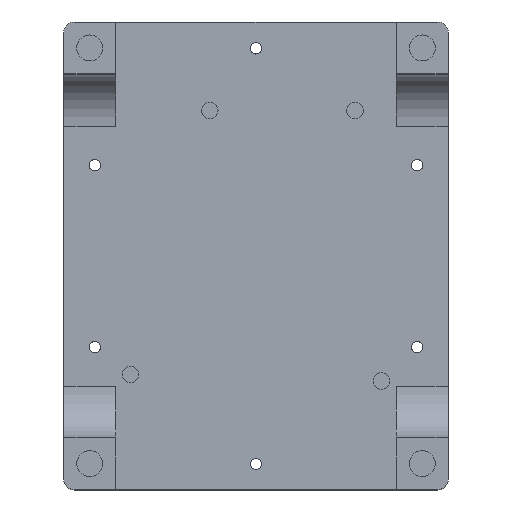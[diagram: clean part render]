
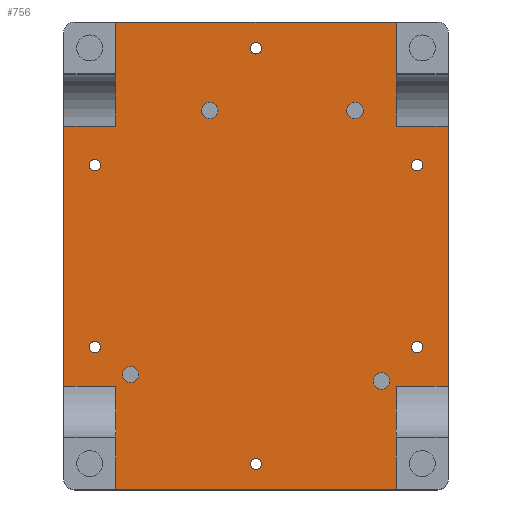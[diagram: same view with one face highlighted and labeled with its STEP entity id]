
A CAD part, top view. The second image highlights one B-rep face of the part: STEP entity #756.
In plain terms, the highlighted planar face has unit normal (0, 0, 1).
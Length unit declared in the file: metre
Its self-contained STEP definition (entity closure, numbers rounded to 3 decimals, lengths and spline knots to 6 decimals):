
#34=LINE('',#1155,#90);
#35=LINE('',#1158,#91);
#36=LINE('',#1160,#92);
#37=LINE('',#1162,#93);
#38=LINE('',#1164,#94);
#39=LINE('',#1166,#95);
#40=LINE('',#1168,#96);
#41=LINE('',#1170,#97);
#42=LINE('',#1172,#98);
#43=LINE('',#1174,#99);
#44=LINE('',#1176,#100);
#45=LINE('',#1178,#101);
#90=VECTOR('',#915,1.);
#91=VECTOR('',#916,1.);
#92=VECTOR('',#917,1.);
#93=VECTOR('',#918,1.);
#94=VECTOR('',#919,1.);
#95=VECTOR('',#920,1.);
#96=VECTOR('',#921,1.);
#97=VECTOR('',#922,1.);
#98=VECTOR('',#923,1.);
#99=VECTOR('',#924,1.);
#100=VECTOR('',#925,1.);
#101=VECTOR('',#926,1.);
#146=ORIENTED_EDGE('',*,*,#346,.T.);
#147=ORIENTED_EDGE('',*,*,#347,.T.);
#148=ORIENTED_EDGE('',*,*,#348,.T.);
#149=ORIENTED_EDGE('',*,*,#349,.T.);
#150=ORIENTED_EDGE('',*,*,#350,.T.);
#151=ORIENTED_EDGE('',*,*,#351,.F.);
#152=ORIENTED_EDGE('',*,*,#352,.T.);
#153=ORIENTED_EDGE('',*,*,#353,.T.);
#154=ORIENTED_EDGE('',*,*,#354,.T.);
#155=ORIENTED_EDGE('',*,*,#355,.F.);
#156=ORIENTED_EDGE('',*,*,#356,.T.);
#157=ORIENTED_EDGE('',*,*,#357,.F.);
#158=ORIENTED_EDGE('',*,*,#358,.F.);
#159=ORIENTED_EDGE('',*,*,#359,.F.);
#160=ORIENTED_EDGE('',*,*,#360,.F.);
#161=ORIENTED_EDGE('',*,*,#361,.F.);
#162=ORIENTED_EDGE('',*,*,#362,.F.);
#163=ORIENTED_EDGE('',*,*,#363,.F.);
#164=ORIENTED_EDGE('',*,*,#364,.F.);
#165=ORIENTED_EDGE('',*,*,#365,.T.);
#166=ORIENTED_EDGE('',*,*,#366,.F.);
#167=ORIENTED_EDGE('',*,*,#367,.T.);
#346=EDGE_CURVE('',#446,#446,#522,.T.);
#347=EDGE_CURVE('',#447,#448,#34,.T.);
#348=EDGE_CURVE('',#448,#449,#35,.F.);
#349=EDGE_CURVE('',#449,#450,#36,.T.);
#350=EDGE_CURVE('',#450,#451,#37,.F.);
#351=EDGE_CURVE('',#452,#451,#38,.T.);
#352=EDGE_CURVE('',#452,#453,#39,.T.);
#353=EDGE_CURVE('',#453,#454,#40,.T.);
#354=EDGE_CURVE('',#454,#455,#41,.F.);
#355=EDGE_CURVE('',#456,#455,#42,.T.);
#356=EDGE_CURVE('',#456,#457,#43,.F.);
#357=EDGE_CURVE('',#458,#457,#44,.T.);
#358=EDGE_CURVE('',#447,#458,#45,.T.);
#359=EDGE_CURVE('',#459,#459,#523,.T.);
#360=EDGE_CURVE('',#460,#460,#524,.T.);
#361=EDGE_CURVE('',#461,#461,#525,.T.);
#362=EDGE_CURVE('',#462,#462,#526,.T.);
#363=EDGE_CURVE('',#463,#463,#527,.T.);
#364=EDGE_CURVE('',#464,#464,#528,.T.);
#365=EDGE_CURVE('',#465,#465,#529,.T.);
#366=EDGE_CURVE('',#466,#466,#530,.T.);
#367=EDGE_CURVE('',#467,#467,#531,.T.);
#446=VERTEX_POINT('',#1154);
#447=VERTEX_POINT('',#1156);
#448=VERTEX_POINT('',#1157);
#449=VERTEX_POINT('',#1159);
#450=VERTEX_POINT('',#1161);
#451=VERTEX_POINT('',#1163);
#452=VERTEX_POINT('',#1165);
#453=VERTEX_POINT('',#1167);
#454=VERTEX_POINT('',#1169);
#455=VERTEX_POINT('',#1171);
#456=VERTEX_POINT('',#1173);
#457=VERTEX_POINT('',#1175);
#458=VERTEX_POINT('',#1177);
#459=VERTEX_POINT('',#1180);
#460=VERTEX_POINT('',#1182);
#461=VERTEX_POINT('',#1184);
#462=VERTEX_POINT('',#1186);
#463=VERTEX_POINT('',#1188);
#464=VERTEX_POINT('',#1190);
#465=VERTEX_POINT('',#1192);
#466=VERTEX_POINT('',#1194);
#467=VERTEX_POINT('',#1196);
#522=CIRCLE('',#818,0.0011);
#523=CIRCLE('',#819,0.00159);
#524=CIRCLE('',#820,0.00159);
#525=CIRCLE('',#821,0.00159);
#526=CIRCLE('',#822,0.00159);
#527=CIRCLE('',#823,0.0011);
#528=CIRCLE('',#824,0.0011);
#529=CIRCLE('',#825,0.0011);
#530=CIRCLE('',#826,0.0011);
#531=CIRCLE('',#827,0.0011);
#566=EDGE_LOOP('',(#146));
#567=EDGE_LOOP('',(#147,#148,#149,#150,#151,#152,#153,#154,#155,#156,#157,
#158));
#568=EDGE_LOOP('',(#159));
#569=EDGE_LOOP('',(#160));
#570=EDGE_LOOP('',(#161));
#571=EDGE_LOOP('',(#162));
#572=EDGE_LOOP('',(#163));
#573=EDGE_LOOP('',(#164));
#574=EDGE_LOOP('',(#165));
#575=EDGE_LOOP('',(#166));
#576=EDGE_LOOP('',(#167));
#648=FACE_BOUND('',#566,.T.);
#649=FACE_BOUND('',#567,.T.);
#650=FACE_BOUND('',#568,.T.);
#651=FACE_BOUND('',#569,.T.);
#652=FACE_BOUND('',#570,.T.);
#653=FACE_BOUND('',#571,.T.);
#654=FACE_BOUND('',#572,.T.);
#655=FACE_BOUND('',#573,.T.);
#656=FACE_BOUND('',#574,.T.);
#657=FACE_BOUND('',#575,.T.);
#658=FACE_BOUND('',#576,.T.);
#730=PLANE('',#817);
#756=ADVANCED_FACE('',(#648,#649,#650,#651,#652,#653,#654,#655,#656,#657,
#658),#730,.T.);
#817=AXIS2_PLACEMENT_3D('',#1152,#911,#912);
#818=AXIS2_PLACEMENT_3D('',#1153,#913,#914);
#819=AXIS2_PLACEMENT_3D('',#1179,#927,#928);
#820=AXIS2_PLACEMENT_3D('',#1181,#929,#930);
#821=AXIS2_PLACEMENT_3D('',#1183,#931,#932);
#822=AXIS2_PLACEMENT_3D('',#1185,#933,#934);
#823=AXIS2_PLACEMENT_3D('',#1187,#935,#936);
#824=AXIS2_PLACEMENT_3D('',#1189,#937,#938);
#825=AXIS2_PLACEMENT_3D('',#1191,#939,#940);
#826=AXIS2_PLACEMENT_3D('',#1193,#941,#942);
#827=AXIS2_PLACEMENT_3D('',#1195,#943,#944);
#911=DIRECTION('',(0.,0.,1.));
#912=DIRECTION('',(1.,0.,0.));
#913=DIRECTION('',(0.,0.,-1.));
#914=DIRECTION('',(1.,0.,0.));
#915=DIRECTION('',(0.,1.,0.));
#916=DIRECTION('',(-1.,0.,0.));
#917=DIRECTION('',(0.,1.,0.));
#918=DIRECTION('',(1.,0.,0.));
#919=DIRECTION('',(0.,-1.,0.));
#920=DIRECTION('',(-1.,0.,0.));
#921=DIRECTION('',(0.,-1.,0.));
#922=DIRECTION('',(1.,0.,0.));
#923=DIRECTION('',(0.,1.,0.));
#924=DIRECTION('',(-1.,0.,0.));
#925=DIRECTION('',(0.,1.,0.));
#926=DIRECTION('',(-1.,0.,0.));
#927=DIRECTION('',(0.,0.,1.));
#928=DIRECTION('',(1.,0.,0.));
#929=DIRECTION('',(0.,0.,1.));
#930=DIRECTION('',(1.,0.,0.));
#931=DIRECTION('',(0.,0.,1.));
#932=DIRECTION('',(1.,0.,0.));
#933=DIRECTION('',(0.,0.,1.));
#934=DIRECTION('',(1.,0.,0.));
#935=DIRECTION('',(0.,0.,1.));
#936=DIRECTION('',(1.,0.,0.));
#937=DIRECTION('',(0.,0.,1.));
#938=DIRECTION('',(1.,0.,0.));
#939=DIRECTION('',(0.,0.,-1.));
#940=DIRECTION('',(1.,0.,0.));
#941=DIRECTION('',(0.,0.,1.));
#942=DIRECTION('',(1.,0.,0.));
#943=DIRECTION('',(0.,0.,-1.));
#944=DIRECTION('',(1.,0.,0.));
#1152=CARTESIAN_POINT('',(0.,0.,0.003));
#1153=CARTESIAN_POINT('',(0.,-0.04,0.003));
#1154=CARTESIAN_POINT('',(0.0011,-0.04,0.003));
#1155=CARTESIAN_POINT('',(0.027,-0.04,0.003));
#1156=CARTESIAN_POINT('',(0.027,-0.045,0.003));
#1157=CARTESIAN_POINT('',(0.027,-0.025,0.003));
#1158=CARTESIAN_POINT('',(0.,-0.025,0.003));
#1159=CARTESIAN_POINT('',(0.037,-0.025,0.003));
#1160=CARTESIAN_POINT('',(0.037,0.,0.003));
#1161=CARTESIAN_POINT('',(0.037,0.025,0.003));
#1162=CARTESIAN_POINT('',(0.032,0.025,0.003));
#1163=CARTESIAN_POINT('',(0.027,0.025,0.003));
#1164=CARTESIAN_POINT('',(0.027,0.04,0.003));
#1165=CARTESIAN_POINT('',(0.027,0.045,0.003));
#1166=CARTESIAN_POINT('',(0.,0.045,0.003));
#1167=CARTESIAN_POINT('',(-0.027,0.045,0.003));
#1168=CARTESIAN_POINT('',(-0.027,0.04,0.003));
#1169=CARTESIAN_POINT('',(-0.027,0.025,0.003));
#1170=CARTESIAN_POINT('',(0.,0.025,0.003));
#1171=CARTESIAN_POINT('',(-0.037,0.025,0.003));
#1172=CARTESIAN_POINT('',(-0.037,0.,0.003));
#1173=CARTESIAN_POINT('',(-0.037,-0.025,0.003));
#1174=CARTESIAN_POINT('',(-0.032,-0.025,0.003));
#1175=CARTESIAN_POINT('',(-0.027,-0.025,0.003));
#1176=CARTESIAN_POINT('',(-0.027,-0.04,0.003));
#1177=CARTESIAN_POINT('',(-0.027,-0.045,0.003));
#1178=CARTESIAN_POINT('',(0.,-0.045,0.003));
#1179=CARTESIAN_POINT('',(0.01905,0.02802,0.003));
#1180=CARTESIAN_POINT('',(0.02064,0.02802,0.003));
#1181=CARTESIAN_POINT('',(-0.00889,0.02802,0.003));
#1182=CARTESIAN_POINT('',(-0.0073,0.02802,0.003));
#1183=CARTESIAN_POINT('',(-0.02413,-0.02278,0.003));
#1184=CARTESIAN_POINT('',(-0.02254,-0.02278,0.003));
#1185=CARTESIAN_POINT('',(0.02413,-0.02405,0.003));
#1186=CARTESIAN_POINT('',(0.02572,-0.02405,0.003));
#1187=CARTESIAN_POINT('',(-0.031,0.0175,0.003));
#1188=CARTESIAN_POINT('',(-0.0299,0.0175,0.003));
#1189=CARTESIAN_POINT('',(0.031,-0.0175,0.003));
#1190=CARTESIAN_POINT('',(0.0321,-0.0175,0.003));
#1191=CARTESIAN_POINT('',(-0.031,-0.0175,0.003));
#1192=CARTESIAN_POINT('',(-0.0299,-0.0175,0.003));
#1193=CARTESIAN_POINT('',(0.,0.04,0.003));
#1194=CARTESIAN_POINT('',(0.0011,0.04,0.003));
#1195=CARTESIAN_POINT('',(0.031,0.0175,0.003));
#1196=CARTESIAN_POINT('',(0.0321,0.0175,0.003));
